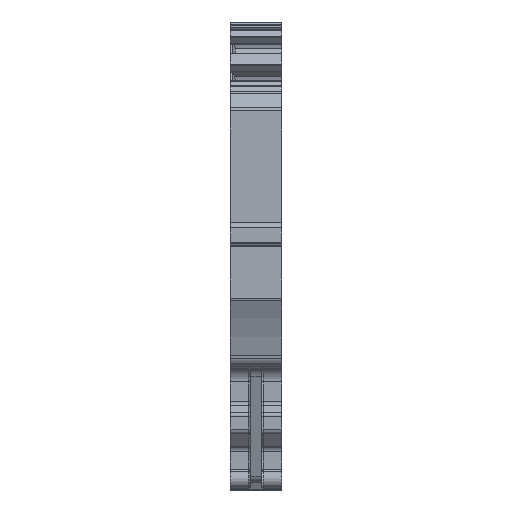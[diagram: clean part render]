
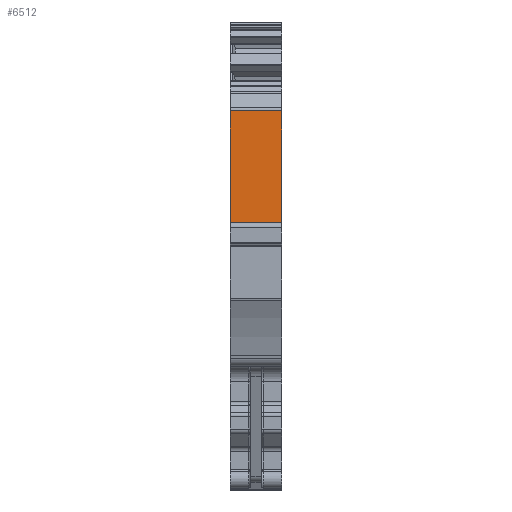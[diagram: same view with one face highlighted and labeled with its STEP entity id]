
A CAD part, front view. The second image highlights one B-rep face of the part: STEP entity #6512.
In plain terms, the highlighted planar face has unit normal (0, -1, 0).
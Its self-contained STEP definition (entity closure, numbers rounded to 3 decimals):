
#6482=AXIS2_PLACEMENT_3D('Plane Axis2P3D',#6479,#6480,#6481) ;
#1488=CARTESIAN_POINT('Vertex',(0.9,26.1,25.23)) ;
#1602=CARTESIAN_POINT('Vertex',(0.9,26.1,23.817)) ;
#1605=CARTESIAN_POINT('Line Origine',(0.9,26.1,24.524)) ;
#1643=CARTESIAN_POINT('Line Origine',(0.75,26.1,25.49)) ;
#1647=CARTESIAN_POINT('Vertex',(0.6,26.1,25.75)) ;
#6045=CARTESIAN_POINT('Line Origine',(0.3,26.1,25.75)) ;
#6049=CARTESIAN_POINT('Vertex',(0.,26.1,25.75)) ;
#6460=CARTESIAN_POINT('Line Origine',(2.856,26.1,23.817)) ;
#6464=CARTESIAN_POINT('Vertex',(5.,26.1,23.817)) ;
#6479=CARTESIAN_POINT('Axis2P3D Location',(-1.,26.1,25.75)) ;
#6484=CARTESIAN_POINT('Line Origine',(2.5,26.1,36.492)) ;
#6488=CARTESIAN_POINT('Vertex',(0.,26.1,36.492)) ;
#6490=CARTESIAN_POINT('Vertex',(5.,26.1,36.492)) ;
#6493=CARTESIAN_POINT('Line Origine',(0.,26.1,31.121)) ;
#6498=CARTESIAN_POINT('Line Origine',(5.,26.1,30.154)) ;
#1606=DIRECTION('Vector Direction',(0.,0.,1.)) ;
#1644=DIRECTION('Vector Direction',(0.5,0.,-0.866)) ;
#6046=DIRECTION('Vector Direction',(1.,0.,0.)) ;
#6461=DIRECTION('Vector Direction',(-1.,0.,0.)) ;
#6480=DIRECTION('Axis2P3D Direction',(0.,1.,0.)) ;
#6481=DIRECTION('Axis2P3D XDirection',(0.,0.,1.)) ;
#6485=DIRECTION('Vector Direction',(1.,0.,0.)) ;
#6494=DIRECTION('Vector Direction',(0.,0.,1.)) ;
#6499=DIRECTION('Vector Direction',(0.,0.,-1.)) ;
#1607=VECTOR('Line Direction',#1606,1.) ;
#1645=VECTOR('Line Direction',#1644,1.) ;
#6047=VECTOR('Line Direction',#6046,1.) ;
#6462=VECTOR('Line Direction',#6461,1.) ;
#6486=VECTOR('Line Direction',#6485,1.) ;
#6495=VECTOR('Line Direction',#6494,1.) ;
#6500=VECTOR('Line Direction',#6499,1.) ;
#6504=ORIENTED_EDGE('',*,*,#6492,.F.) ;
#6505=ORIENTED_EDGE('',*,*,#6497,.F.) ;
#6506=ORIENTED_EDGE('',*,*,#6051,.T.) ;
#6507=ORIENTED_EDGE('',*,*,#1649,.T.) ;
#6508=ORIENTED_EDGE('',*,*,#1609,.F.) ;
#6509=ORIENTED_EDGE('',*,*,#6466,.F.) ;
#6510=ORIENTED_EDGE('',*,*,#6502,.F.) ;
#6512=ADVANCED_FACE('21999_KLTR_ZIA1.5_3L-1S.1\\K\X2\00F6\X0\rper.2 ( *SOL1 - wsp *MASTER -  )',(#6511),#6483,.F.) ;
#1609=EDGE_CURVE('',#1603,#1489,#1608,.T.) ;
#1649=EDGE_CURVE('',#1648,#1489,#1646,.T.) ;
#6051=EDGE_CURVE('',#6050,#1648,#6048,.T.) ;
#6466=EDGE_CURVE('',#6465,#1603,#6463,.T.) ;
#6492=EDGE_CURVE('',#6489,#6491,#6487,.T.) ;
#6497=EDGE_CURVE('',#6050,#6489,#6496,.T.) ;
#6502=EDGE_CURVE('',#6491,#6465,#6501,.T.) ;
#6503=EDGE_LOOP('',(#6504,#6505,#6506,#6507,#6508,#6509,#6510)) ;
#6511=FACE_OUTER_BOUND('',#6503,.T.) ;
#1608=LINE('Line',#1605,#1607) ;
#1646=LINE('Line',#1643,#1645) ;
#6048=LINE('Line',#6045,#6047) ;
#6463=LINE('Line',#6460,#6462) ;
#6487=LINE('Line',#6484,#6486) ;
#6496=LINE('Line',#6493,#6495) ;
#6501=LINE('Line',#6498,#6500) ;
#6483=PLANE('',#6482) ;
#1489=VERTEX_POINT('',#1488) ;
#1603=VERTEX_POINT('',#1602) ;
#1648=VERTEX_POINT('',#1647) ;
#6050=VERTEX_POINT('',#6049) ;
#6465=VERTEX_POINT('',#6464) ;
#6489=VERTEX_POINT('',#6488) ;
#6491=VERTEX_POINT('',#6490) ;
